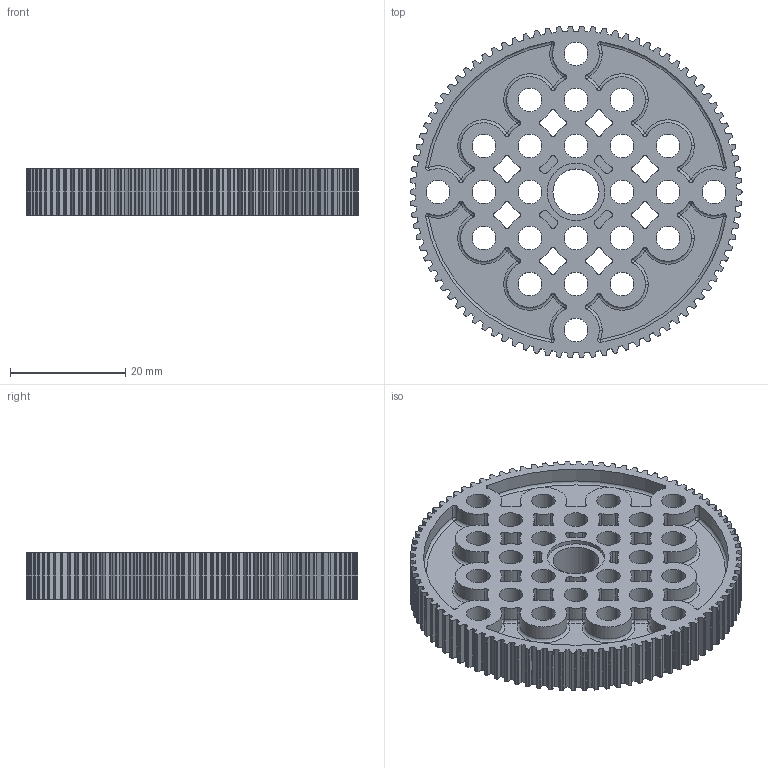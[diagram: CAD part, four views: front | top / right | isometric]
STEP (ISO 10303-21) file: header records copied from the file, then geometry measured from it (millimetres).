
FILE_DESCRIPTION (( 'STEP AP214' ), '1' );
FILE_NAME ('Plastic Timing Pulley 90T蛁呿肮祭謫90T.step', '2016-10-28T04:16:14', ( 'dell' ), ( '' ), 'SwSTEP 2.0', 'SolidWorks 2013', '' );
FILE_SCHEMA (( 'AUTOMOTIVE_DESIGN' ));
Length unit declared in the file: millimetre
Products named in the file (1): Plastic Timing Pulley 90T蛁呿肮祭謫90T
Bounding box: 57.7 x 57.68 x 8 mm (x, y, z)
Volume: 11676.2 mm3; surface area: 12264.6 mm2
Topology: 1 solids, 1 shells, 1259 faces, 3563 edges, 2284 vertices
Faces by surface type: cylinder 809, plane 290, sphere 84, torus 76
Entity records: 41015 total; most frequent: DIRECTION 7867, CARTESIAN_POINT 6987, ORIENTED_EDGE 6966, EDGE_CURVE 3483, AXIS2_PLACEMENT_3D 3124, VERTEX_POINT 2244, CIRCLE 1864, VECTOR 1619
